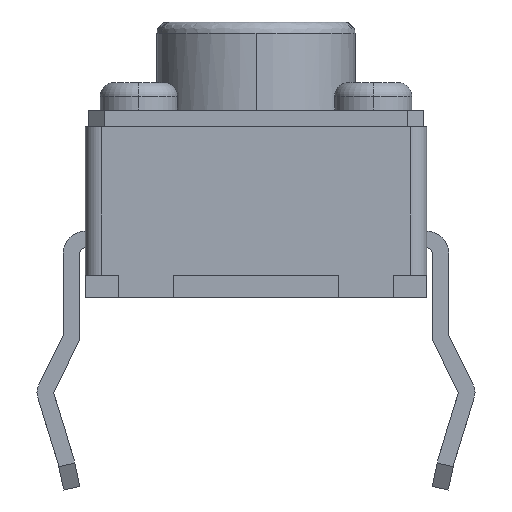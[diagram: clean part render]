
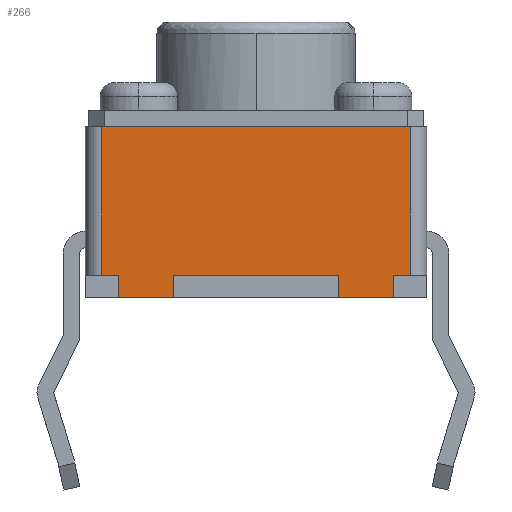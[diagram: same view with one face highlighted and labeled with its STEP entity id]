
A CAD part, left-side view. The second image highlights one B-rep face of the part: STEP entity #266.
In plain terms, the highlighted planar face has unit normal (-1, 0, 0).
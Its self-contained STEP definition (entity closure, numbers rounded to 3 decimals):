
#266=ADVANCED_FACE('NONE',(#668),#669,.F.);
#668=FACE_OUTER_BOUND('',#1166,.T.);
#669=PLANE('',#1167);
#1166=EDGE_LOOP('',(#2626,#2627,#2628,#2629,#2630,#2631,#2632,#2633,#2634,#2635,#2636,#2637));
#1167=AXIS2_PLACEMENT_3D('',#2638,#2639,#2640);
#2626=ORIENTED_EDGE('',*,*,#3343,.T.);
#2627=ORIENTED_EDGE('',*,*,#3228,.F.);
#2628=ORIENTED_EDGE('',*,*,#3302,.T.);
#2629=ORIENTED_EDGE('',*,*,#3428,.F.);
#2630=ORIENTED_EDGE('',*,*,#3444,.F.);
#2631=ORIENTED_EDGE('',*,*,#3483,.T.);
#2632=ORIENTED_EDGE('',*,*,#3449,.F.);
#2633=ORIENTED_EDGE('',*,*,#3450,.F.);
#2634=ORIENTED_EDGE('',*,*,#3345,.T.);
#2635=ORIENTED_EDGE('',*,*,#3220,.F.);
#2636=ORIENTED_EDGE('',*,*,#3340,.T.);
#2637=ORIENTED_EDGE('',*,*,#3445,.F.);
#2638=CARTESIAN_POINT('',(-3.1,2.8,-5.0));
#2639=DIRECTION('',(1.0,0.0,-0.0));
#2640=DIRECTION('',(-0.0,1.0,0.0));
#3220=EDGE_CURVE('NONE',#3928,#3930,#3931,.T.);
#3228=EDGE_CURVE('NONE',#3944,#3923,#3946,.T.);
#3302=EDGE_CURVE('NONE',#3944,#4081,#4083,.T.);
#3340=EDGE_CURVE('NONE',#3928,#4140,#4142,.T.);
#3343=EDGE_CURVE('NONE',#4146,#3923,#4147,.T.);
#3345=EDGE_CURVE('NONE',#4149,#3930,#4150,.T.);
#3428=EDGE_CURVE('NONE',#4277,#4081,#4279,.T.);
#3444=EDGE_CURVE('NONE',#4301,#4277,#4303,.T.);
#3445=EDGE_CURVE('NONE',#4146,#4140,#4304,.T.);
#3449=EDGE_CURVE('NONE',#4310,#4306,#4312,.T.);
#3450=EDGE_CURVE('NONE',#4149,#4310,#4313,.T.);
#3483=EDGE_CURVE('NONE',#4301,#4306,#4359,.T.);
#3923=VERTEX_POINT('NONE',#4983);
#3928=VERTEX_POINT('NONE',#4990);
#3930=VERTEX_POINT('NONE',#4993);
#3931=LINE('',#4994,#4995);
#3944=VERTEX_POINT('NONE',#5014);
#3946=LINE('',#5017,#5018);
#4081=VERTEX_POINT('NONE',#5218);
#4083=LINE('',#5221,#5222);
#4140=VERTEX_POINT('NONE',#5314);
#4142=LINE('',#5317,#5318);
#4146=VERTEX_POINT('NONE',#5324);
#4147=LINE('',#5325,#5326);
#4149=VERTEX_POINT('NONE',#5329);
#4150=LINE('',#5330,#5331);
#4277=VERTEX_POINT('NONE',#5556);
#4279=LINE('',#5558,#5559);
#4301=VERTEX_POINT('NONE',#5590);
#4303=LINE('',#5592,#5593);
#4304=LINE('',#5594,#5595);
#4306=VERTEX_POINT('NONE',#5597);
#4310=VERTEX_POINT('NONE',#5602);
#4312=LINE('',#5604,#5605);
#4313=LINE('',#5606,#5607);
#4359=LINE('',#5674,#5675);
#4983=CARTESIAN_POINT('',(-3.1,-1.5,-5.0));
#4990=CARTESIAN_POINT('',(-3.1,1.5,-5.0));
#4993=CARTESIAN_POINT('',(-3.1,2.5,-5.0));
#4994=CARTESIAN_POINT('',(-3.1,0.0,-5.0));
#4995=VECTOR('',#6218,1000.0);
#5014=CARTESIAN_POINT('',(-3.1,-2.5,-5.0));
#5017=CARTESIAN_POINT('',(-3.1,0.0,-5.0));
#5018=VECTOR('',#6226,1000.0);
#5218=CARTESIAN_POINT('',(-3.1,-2.5,-4.6));
#5221=CARTESIAN_POINT('',(-3.1,-2.5,-4.8));
#5222=VECTOR('',#6314,1000.0);
#5314=CARTESIAN_POINT('',(-3.1,1.5,-4.6));
#5317=CARTESIAN_POINT('',(-3.1,1.5,-4.8));
#5318=VECTOR('',#6354,1000.0);
#5324=CARTESIAN_POINT('',(-3.1,-1.5,-4.6));
#5325=CARTESIAN_POINT('',(-3.1,-1.5,-4.8));
#5326=VECTOR('',#6357,1000.0);
#5329=CARTESIAN_POINT('',(-3.1,2.5,-4.6));
#5330=CARTESIAN_POINT('',(-3.1,2.5,-4.8));
#5331=VECTOR('',#6359,1000.0);
#5556=CARTESIAN_POINT('',(-3.1,-2.8,-4.6));
#5558=CARTESIAN_POINT('',(-3.1,-2.8,-4.6));
#5559=VECTOR('',#6444,1000.0);
#5590=CARTESIAN_POINT('',(-3.1,-2.8,-1.9));
#5592=CARTESIAN_POINT('',(-3.1,-2.8,-3.45));
#5593=VECTOR('',#6472,1000.0);
#5594=CARTESIAN_POINT('',(-3.1,0.0,-4.6));
#5595=VECTOR('',#6473,1000.0);
#5597=CARTESIAN_POINT('',(-3.1,2.8,-1.9));
#5602=CARTESIAN_POINT('',(-3.1,2.8,-4.6));
#5604=CARTESIAN_POINT('',(-3.1,2.8,-3.45));
#5605=VECTOR('',#6481,1000.0);
#5606=CARTESIAN_POINT('',(-3.1,0.0,-4.6));
#5607=VECTOR('',#6482,1000.0);
#5674=CARTESIAN_POINT('',(-3.1,0.0,-1.9));
#5675=VECTOR('',#6537,1000.0);
#6218=DIRECTION('',(-0.0,1.0,-0.0));
#6226=DIRECTION('',(-0.0,1.0,-0.0));
#6314=DIRECTION('',(-0.0,-0.0,1.0));
#6354=DIRECTION('',(0.0,0.0,1.0));
#6357=DIRECTION('',(-0.0,-0.0,-1.0));
#6359=DIRECTION('',(0.0,0.0,-1.0));
#6444=DIRECTION('',(-0.0,1.0,-0.0));
#6472=DIRECTION('',(-0.0,-0.0,-1.0));
#6473=DIRECTION('',(-0.0,1.0,-0.0));
#6481=DIRECTION('',(0.0,0.0,1.0));
#6482=DIRECTION('',(-0.0,1.0,-0.0));
#6537=DIRECTION('',(0.0,1.0,0.0));
